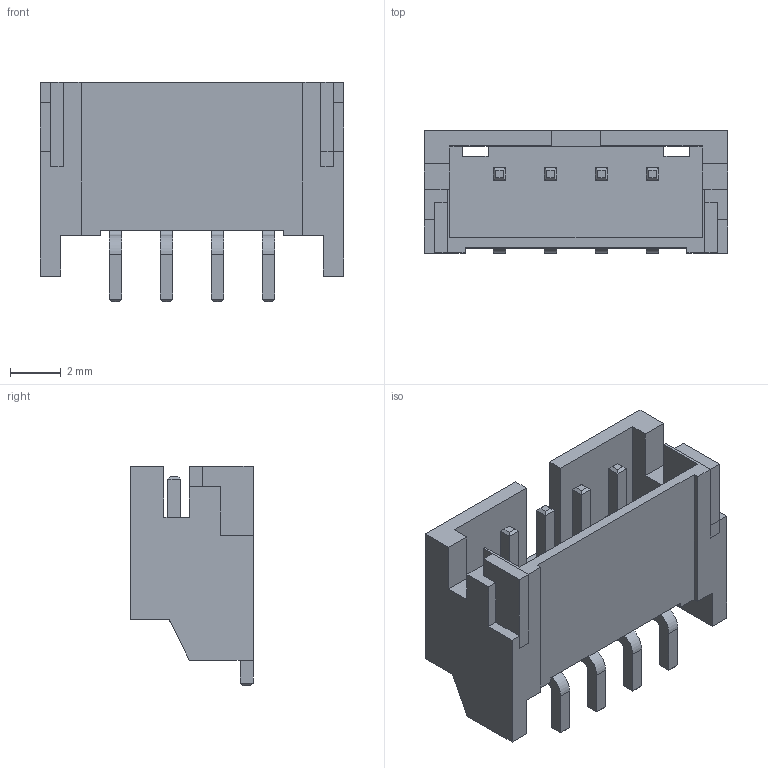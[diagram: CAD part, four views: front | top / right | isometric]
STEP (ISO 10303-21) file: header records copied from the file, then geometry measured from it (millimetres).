
FILE_DESCRIPTION(/* description */ (''),/* implementation_level */ '2;1');
FILE_NAME(/* name */ 'JST-PH-4 v2.step',/* time_stamp */ '2022-02-20T22:25:46+03:00',/* author */ (''),/* organization */ (''),/* preprocessor_version */ 'ST-DEVELOPER v18.1',/* originating_system */ 'Autodesk Translation Framework v10.13.0.1454',/* authorisation */ '');
FILE_SCHEMA (('AUTOMOTIVE_DESIGN { 1 0 10303 214 3 1 1 }'));
Length unit declared in the file: millimetre
Products named in the file (1): JST-PH-4
Bounding box: 11.9 x 4.8 x 8.6 mm (x, y, z)
Volume: 136.2 mm3; surface area: 594 mm2
Topology: 7 solids, 7 shells, 175 faces, 463 edges, 298 vertices
Faces by surface type: plane 155, cylinder 20
Entity records: 5366 total; most frequent: CARTESIAN_POINT 937, ORIENTED_EDGE 926, DIRECTION 855, EDGE_CURVE 463, LINE 423, VECTOR 423, VERTEX_POINT 298, AXIS2_PLACEMENT_3D 216
